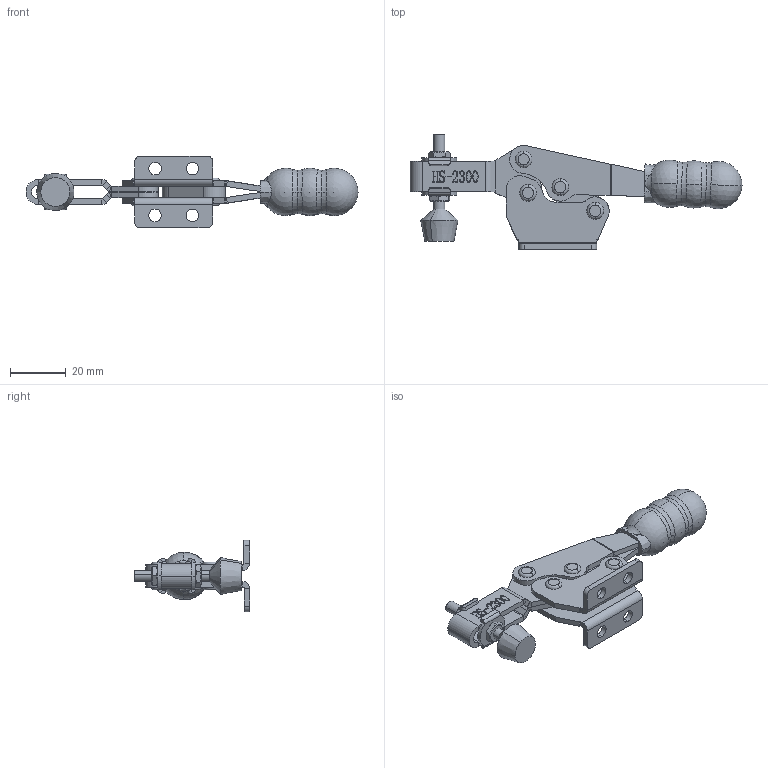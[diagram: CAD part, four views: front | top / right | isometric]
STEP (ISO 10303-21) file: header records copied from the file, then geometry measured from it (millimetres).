
FILE_DESCRIPTION (( 'STEP AP203' ), '1' );
FILE_NAME ('HS-2300 .STEP', '2019-08-05T13:14:26', ( '微软用户' ), ( '微软中国' ), 'SwSTEP 2.0', 'SolidWorks 2012', '' );
FILE_SCHEMA (( 'CONFIG_CONTROL_DESIGN' ));
Length unit declared in the file: millimetre
Products named in the file (13): HS-2300 ; FW-100; hexagon head bolts-full thread gb_GB_FASTENER_BOLT_STBAB A M4X30-N; hex thin nuts-grades ab-chamfered gb_GB_FASTENER_NUT_STNAB M4-N; 揤輸; 揤參; 种; 忒梟酘; 忒梟衵; 忒參; 蟀裝; 楊擘菁釱酘; 楊擘菁釱衵
Assembly tree (17 placements, depth 2):
  HS-2300 
    楊擘菁釱衵
    楊擘菁釱酘
    蟀裝
    忒參
    忒梟衵
    忒梟酘
    种  x4
    揤參
    揤輸
    hex thin nuts-grades ab-chamfered gb_GB_FASTENER_NUT_STNAB M4-N  x2
    hexagon head bolts-full thread gb_GB_FASTENER_BOLT_STBAB A M4X30-N
    FW-100  x2
Bounding box: 119.16 x 41.52 x 25.7 mm (x, y, z)
Volume: 17814.5 mm3; surface area: 16014.8 mm2
Topology: 17 solids, 17 shells, 712 faces, 1811 edges, 1161 vertices
Faces by surface type: plane 370, bspline 146, cylinder 134, cone 30, torus 26, sphere 6
Entity records: 27727 total; most frequent: CARTESIAN_POINT 11382, ORIENTED_EDGE 3294, DIRECTION 2655, EDGE_CURVE 1647, VERTEX_POINT 1058, LINE 1009, VECTOR 1009, AXIS2_PLACEMENT_3D 823
